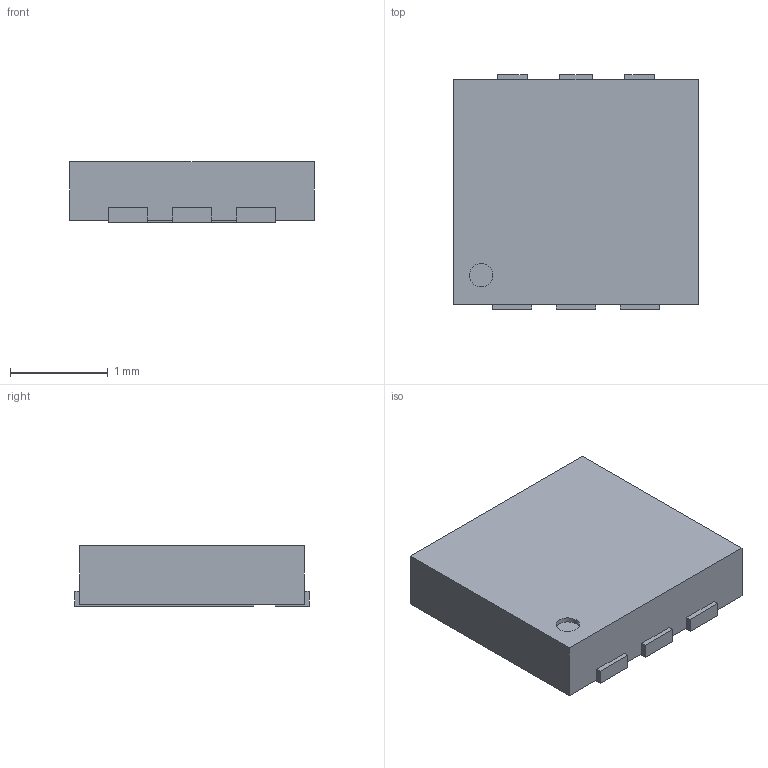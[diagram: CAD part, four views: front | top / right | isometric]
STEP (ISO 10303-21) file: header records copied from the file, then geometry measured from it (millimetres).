
FILE_DESCRIPTION(('FreeCAD Model'),'2;1');
FILE_NAME( 'DFN-2523-6.step', '2016-07-22T11:48:37',('Author'),(''), 'Open CASCADE STEP processor 6.8','FreeCAD','Unknown');
FILE_SCHEMA(('AUTOMOTIVE_DESIGN_CC2 { 1 2 10303 214 -1 1 5 4 }'));
Length unit declared in the file: inch
Products named in the file (2): ASSEMBLY; DFN-2523-6
Assembly tree (1 placements, depth 2):
  ASSEMBLY
    DFN-2523-6
Bounding box: 2.5 x 2.4 x 0.62 mm (x, y, z)
Volume: 3.5 mm3; surface area: 17.8 mm2
Topology: 1 solids, 1 shells, 44 faces, 123 edges, 82 vertices
Faces by surface type: plane 43, cylinder 1
Full cylindrical faces by diameter (mm): 0.24 x1
Entity records: 3263 total; most frequent: CARTESIAN_POINT 575, DIRECTION 390, LINE 293, VECTOR 293, ORIENTED_EDGE 246, PCURVE 246, DEFINITIONAL_REPRESENTATION 246, EDGE_CURVE 123
